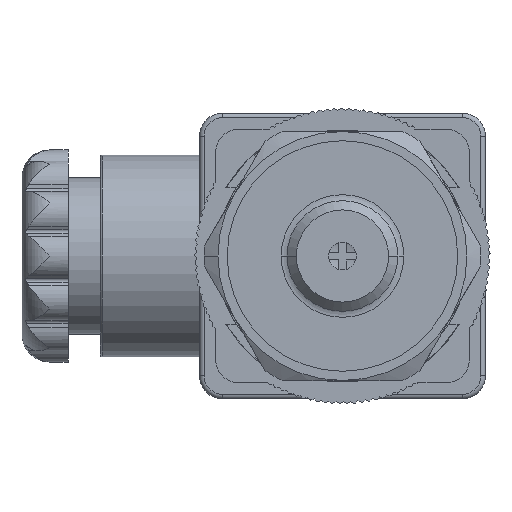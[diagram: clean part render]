
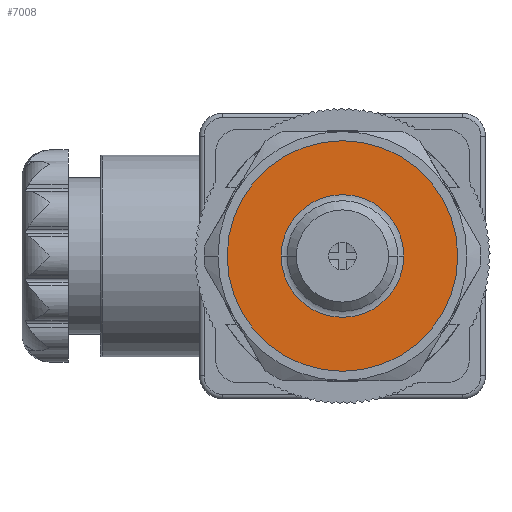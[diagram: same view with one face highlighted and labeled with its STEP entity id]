
A CAD part, front view. The second image highlights one B-rep face of the part: STEP entity #7008.
In plain terms, the highlighted planar face has unit normal (0, -1, 0).
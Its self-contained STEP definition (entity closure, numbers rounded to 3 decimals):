
#965 = CARTESIAN_POINT ( 'NONE',  ( 0., 0., 0. ) ) ;
#1544 = CIRCLE ( 'NONE', #4949, 12.5 ) ;
#1997 = DIRECTION ( 'NONE',  ( -1., 0., 0. ) ) ;
#2045 = VERTEX_POINT ( 'NONE', #6874 ) ;
#4269 = CARTESIAN_POINT ( 'NONE',  ( 0., 0., 0. ) ) ;
#4757 = AXIS2_PLACEMENT_3D ( 'NONE', #34775, #26782, #18000 ) ;
#4949 = AXIS2_PLACEMENT_3D ( 'NONE', #4269, #9479, #34126 ) ;
#6670 = FACE_BOUND ( 'NONE', #18364, .T. ) ;
#6874 = CARTESIAN_POINT ( 'NONE',  ( -12.5, 0., 0. ) ) ;
#7008 = ADVANCED_FACE ( 'NONE', ( #6670, #25386 ), #17335, .F. ) ;
#7076 = CARTESIAN_POINT ( 'NONE',  ( 6.65, 0., 0. ) ) ;
#7414 = ORIENTED_EDGE ( 'NONE', *, *, #33765, .T. ) ;
#9479 = DIRECTION ( 'NONE',  ( 0., 1., 0. ) ) ;
#9578 = EDGE_CURVE ( 'NONE', #34501, #11159, #27712, .T. ) ;
#11159 = VERTEX_POINT ( 'NONE', #33436 ) ;
#12446 = CARTESIAN_POINT ( 'NONE',  ( 0., 0., 0. ) ) ;
#12567 = AXIS2_PLACEMENT_3D ( 'NONE', #20228, #14999, #34221 ) ;
#14576 = DIRECTION ( 'NONE',  ( 0., 1., 0. ) ) ;
#14659 = EDGE_CURVE ( 'NONE', #2045, #16329, #19104, .T. ) ;
#14999 = DIRECTION ( 'NONE',  ( 0., 1., 0. ) ) ;
#16329 = VERTEX_POINT ( 'NONE', #24623 ) ;
#16882 = AXIS2_PLACEMENT_3D ( 'NONE', #965, #14576, #22293 ) ;
#17335 = PLANE ( 'NONE',  #4757 ) ;
#18000 = DIRECTION ( 'NONE',  ( -1., 0., 0. ) ) ;
#18364 = EDGE_LOOP ( 'NONE', ( #7414, #31801 ) ) ;
#18408 = DIRECTION ( 'NONE',  ( 0., 1., 0. ) ) ;
#19104 = CIRCLE ( 'NONE', #16882, 12.5 ) ;
#19162 = EDGE_LOOP ( 'NONE', ( #25810, #32582 ) ) ;
#20228 = CARTESIAN_POINT ( 'NONE',  ( 0., 0., 0. ) ) ;
#21253 = AXIS2_PLACEMENT_3D ( 'NONE', #12446, #18408, #1997 ) ;
#22293 = DIRECTION ( 'NONE',  ( -1., 0., 0. ) ) ;
#24623 = CARTESIAN_POINT ( 'NONE',  ( 12.5, 0., 0. ) ) ;
#25386 = FACE_OUTER_BOUND ( 'NONE', #19162, .T. ) ;
#25810 = ORIENTED_EDGE ( 'NONE', *, *, #30515, .F. ) ;
#26782 = DIRECTION ( 'NONE',  ( 0., 1., 0. ) ) ;
#27712 = CIRCLE ( 'NONE', #12567, 6.65 ) ;
#30515 = EDGE_CURVE ( 'NONE', #16329, #2045, #1544, .T. ) ;
#31801 = ORIENTED_EDGE ( 'NONE', *, *, #9578, .T. ) ;
#31969 = CIRCLE ( 'NONE', #21253, 6.65 ) ;
#32582 = ORIENTED_EDGE ( 'NONE', *, *, #14659, .F. ) ;
#33436 = CARTESIAN_POINT ( 'NONE',  ( -6.65, 0., 0. ) ) ;
#33765 = EDGE_CURVE ( 'NONE', #11159, #34501, #31969, .T. ) ;
#34126 = DIRECTION ( 'NONE',  ( -1., 0., 0. ) ) ;
#34221 = DIRECTION ( 'NONE',  ( -1., 0., 0. ) ) ;
#34501 = VERTEX_POINT ( 'NONE', #7076 ) ;
#34775 = CARTESIAN_POINT ( 'NONE',  ( -16., 0., 0. ) ) ;
